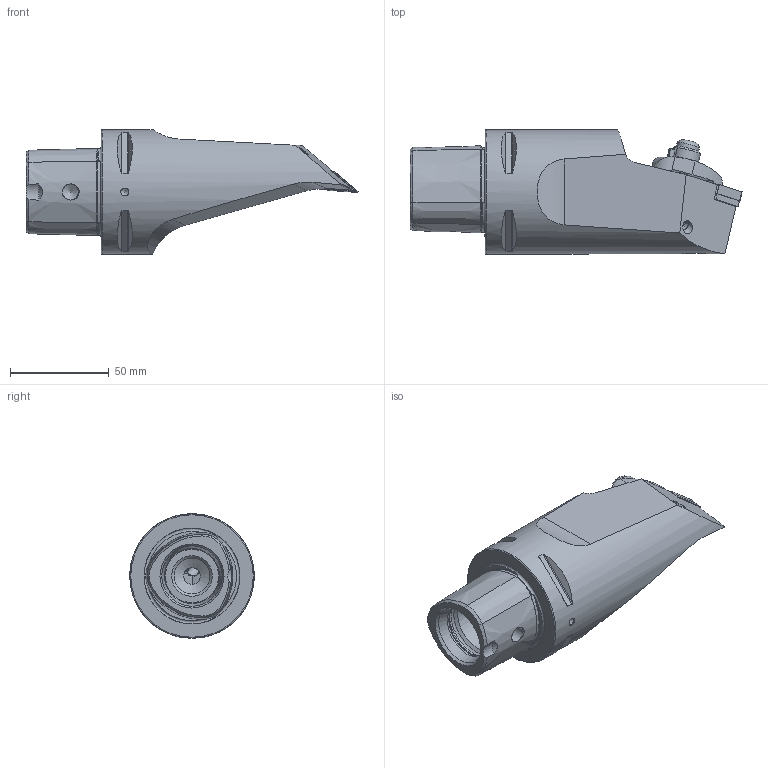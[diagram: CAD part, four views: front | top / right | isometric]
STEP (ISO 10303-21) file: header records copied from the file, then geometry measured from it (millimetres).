
FILE_DESCRIPTION (( 'STEP AP214' ), '1' );
FILE_NAME ('PS6.KVD.NMA.130.STEP', '2020-01-29T09:16:21', ( '' ), ( '' ), 'SwSTEP 2.0', 'SolidWorks 2017', '' );
FILE_SCHEMA (( 'AUTOMOTIVE_DESIGN' ));
Length unit declared in the file: millimetre
Products named in the file (11): WCC-ER4.103.032_A; WVD-ER2.101.003_A; VNMG160404; ISO 13337 - 3 x 12_PreviewCfg; WCC-ER5.102.012_B; KVT_MB_600_060; WCB-ER2.001.009_A; WCC-ER5.102.005_A; PS6-KVD.NMA.130_A; PS6.KVD.NMA.130; WCC-ER3.102.029_C
Assembly tree (10 placements, depth 2):
  PS6.KVD.NMA.130
    PS6-KVD.NMA.130_A
    VNMG160404
    WVD-ER2.101.003_A
    WCB-ER2.001.009_A
    WCC-ER3.102.029_C
    WCC-ER5.102.012_B
    WCC-ER5.102.005_A
    WCC-ER4.103.032_A
    ISO 13337 - 3 x 12_PreviewCfg
    KVT_MB_600_060
Bounding box: 168.02 x 63 x 63 mm (x, y, z)
Volume: 246782.9 mm3; surface area: 41103.8 mm2
Topology: 11 solids, 11 shells, 314 faces, 771 edges, 479 vertices
Faces by surface type: plane 100, cylinder 91, cone 84, torus 25, bspline 12, sphere 2
Full cylindrical faces by diameter (mm): 2 x3, 3 x2, 3.3 x1, 3.8 x1, 4 x2, 4.95 x1, 5 x3, 5.25 x1, 6 x4, 6.2 x4, 6.8 x1, 6.9 x1, 7 x2, 8.1 x2, 8.5 x2, 11.5 x1, 18 x1, 28 x2, 32 x1, 63 x1
Entity records: 10499 total; most frequent: CARTESIAN_POINT 3476, DIRECTION 1312, ORIENTED_EDGE 1278, EDGE_CURVE 639, AXIS2_PLACEMENT_3D 542, VERTEX_POINT 442, EDGE_LOOP 425, FACE_OUTER_BOUND 361
